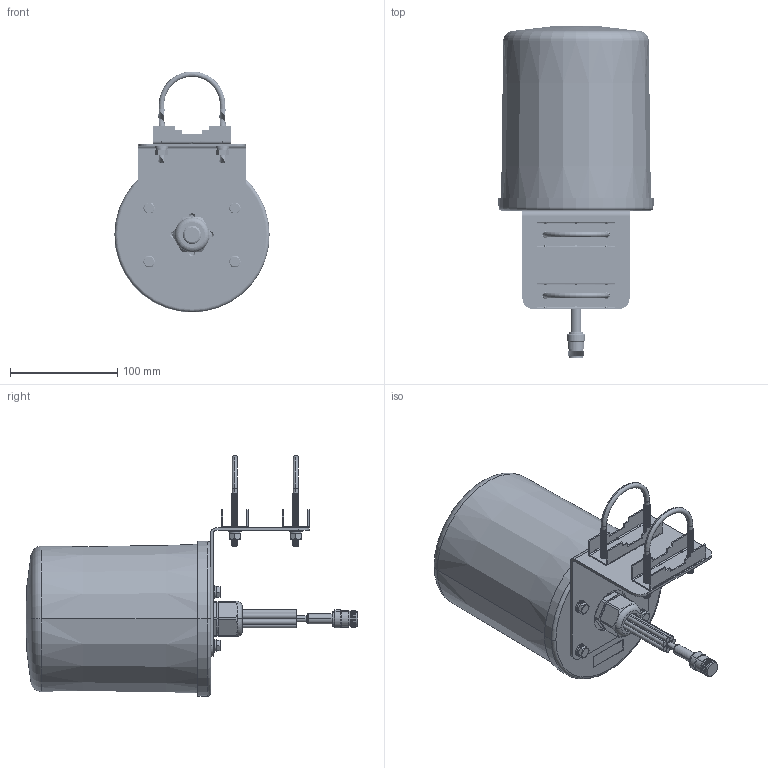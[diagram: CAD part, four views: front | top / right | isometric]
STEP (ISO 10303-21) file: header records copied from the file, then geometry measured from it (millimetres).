
FILE_DESCRIPTION (( 'STEP AP214' ), '1' );
FILE_NAME ('FMANOM1064_3D.step', '2023-02-23T00:57:49', ( '' ), ( '' ), 'SwSTEP 2.0', 'SolidWorks 2022', '' );
FILE_SCHEMA (( 'AUTOMOTIVE_DESIGN' ));
Length unit declared in the file: inch
Products named in the file (16): DIANLAN-256.stp; DIANPIAN_6.stp; TANJIE_6.stp; LCANOM1062_WXEFG06A.stp; FMANOM1064_3D; LCANOM1062; CB401W5G_03.stp; PE44532; WXFFG06A_05.stp; PG21.stp; LUOMU_M6.stp; CA-LMR-200_2_1" Long; JM_TA_02.stp; HM6X20.stp; JM_TA_03.stp; WXFFG06A_03.stp
Assembly tree (37 placements, depth 4):
  FMANOM1064_3D
    LCANOM1062
      LCANOM1062_WXEFG06A.stp
        CB401W5G_03.stp
        WXFFG06A_03.stp
        WXFFG06A_05.stp
        PG21.stp
        JM_TA_02.stp  x2
        JM_TA_03.stp  x2
        DIANPIAN_6.stp  x8
        TANJIE_6.stp  x8
        LUOMU_M6.stp  x4
        HM6X20.stp  x4
        DIANLAN-256.stp
    PE44532
    CA-LMR-200_2_1" Long
Bounding box: 145 x 310.01 x 225 mm (x, y, z)
Volume: 366077.8 mm3; surface area: 333231.3 mm2
Topology: 43 solids, 43 shells, 2176 faces, 5635 edges, 3591 vertices
Faces by surface type: cylinder 932, plane 583, bspline 408, cone 227, torus 22, sphere 4
Entity records: 67622 total; most frequent: CARTESIAN_POINT 36871, ORIENTED_EDGE 7126, DIRECTION 5045, EDGE_CURVE 3563, VERTEX_POINT 2255, AXIS2_PLACEMENT_3D 1795, EDGE_LOOP 1486, VECTOR 1455
